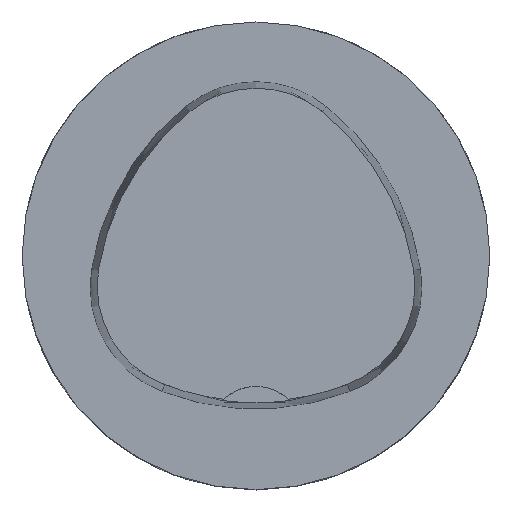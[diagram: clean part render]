
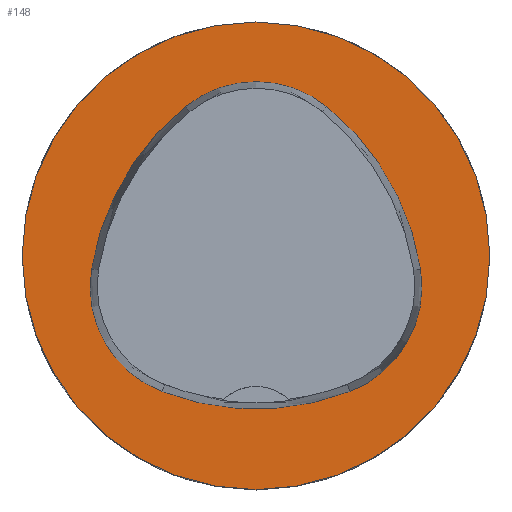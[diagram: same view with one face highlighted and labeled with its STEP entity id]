
A CAD part, top view. The second image highlights one B-rep face of the part: STEP entity #148.
In plain terms, the highlighted planar face has unit normal (0, 0, 1).
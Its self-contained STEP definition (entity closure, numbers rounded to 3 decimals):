
#148=ADVANCED_FACE('',(#283,#284),#183,.T.);
#183=PLANE('',#1004);
#218=CIRCLE('',#976,25.);
#219=CIRCLE('',#982,28.);
#221=CIRCLE('',#985,12.);
#223=CIRCLE('',#988,28.);
#225=CIRCLE('',#991,12.);
#229=CIRCLE('',#996,28.);
#231=CIRCLE('',#999,12.);
#283=FACE_BOUND('',#355,.T.);
#284=FACE_BOUND('',#356,.T.);
#355=EDGE_LOOP('',(#538,#539,#540,#541,#542,#543));
#356=EDGE_LOOP('',(#544));
#538=ORIENTED_EDGE('',*,*,#755,.T.);
#539=ORIENTED_EDGE('',*,*,#735,.T.);
#540=ORIENTED_EDGE('',*,*,#739,.T.);
#541=ORIENTED_EDGE('',*,*,#742,.T.);
#542=ORIENTED_EDGE('',*,*,#745,.T.);
#543=ORIENTED_EDGE('',*,*,#753,.T.);
#544=ORIENTED_EDGE('',*,*,#726,.F.);
#636=VERTEX_POINT('',#1455);
#645=VERTEX_POINT('',#1474);
#646=VERTEX_POINT('',#1475);
#649=VERTEX_POINT('',#1483);
#651=VERTEX_POINT('',#1489);
#653=VERTEX_POINT('',#1495);
#660=VERTEX_POINT('',#1516);
#726=EDGE_CURVE('',#636,#636,#218,.T.);
#735=EDGE_CURVE('',#645,#646,#219,.T.);
#739=EDGE_CURVE('',#646,#649,#221,.T.);
#742=EDGE_CURVE('',#649,#651,#223,.T.);
#745=EDGE_CURVE('',#651,#653,#225,.T.);
#753=EDGE_CURVE('',#653,#660,#229,.T.);
#755=EDGE_CURVE('',#660,#645,#231,.T.);
#976=AXIS2_PLACEMENT_3D('',#1454,#1188,#1189);
#982=AXIS2_PLACEMENT_3D('',#1473,#1204,#1205);
#985=AXIS2_PLACEMENT_3D('',#1482,#1212,#1213);
#988=AXIS2_PLACEMENT_3D('',#1488,#1219,#1220);
#991=AXIS2_PLACEMENT_3D('',#1494,#1226,#1227);
#996=AXIS2_PLACEMENT_3D('',#1517,#1238,#1239);
#999=AXIS2_PLACEMENT_3D('',#1520,#1244,#1245);
#1004=AXIS2_PLACEMENT_3D('',#1525,#1254,#1255);
#1188=DIRECTION('',(0.,0.,-1.));
#1189=DIRECTION('',(-1.,0.,0.));
#1204=DIRECTION('',(0.,0.,-1.));
#1205=DIRECTION('',(-1.,0.,0.));
#1212=DIRECTION('',(0.,0.,-1.));
#1213=DIRECTION('',(-1.,0.,0.));
#1219=DIRECTION('',(0.,0.,-1.));
#1220=DIRECTION('',(-1.,0.,0.));
#1226=DIRECTION('',(0.,0.,-1.));
#1227=DIRECTION('',(-1.,0.,0.));
#1238=DIRECTION('',(0.,0.,-1.));
#1239=DIRECTION('',(-1.,0.,0.));
#1244=DIRECTION('',(0.,0.,-1.));
#1245=DIRECTION('',(-1.,0.,0.));
#1254=DIRECTION('',(0.,0.,1.));
#1255=DIRECTION('',(1.,0.,0.));
#1454=CARTESIAN_POINT('',(0.,0.,0.));
#1455=CARTESIAN_POINT('',(-25.,0.,0.));
#1473=CARTESIAN_POINT('',(10.068,-5.824,0.));
#1474=CARTESIAN_POINT('',(-17.584,-1.424,0.));
#1475=CARTESIAN_POINT('',(-7.531,15.953,0.));
#1482=CARTESIAN_POINT('',(0.011,6.62,0.));
#1483=CARTESIAN_POINT('',(7.567,15.942,0.));
#1488=CARTESIAN_POINT('',(-10.063,-5.81,0.));
#1489=CARTESIAN_POINT('',(17.59,-1.418,0.));
#1494=CARTESIAN_POINT('',(5.739,-3.3,0.));
#1495=CARTESIAN_POINT('',(10.05,-14.499,0.));
#1516=CARTESIAN_POINT('',(-10.025,-14.516,0.));
#1517=CARTESIAN_POINT('',(-0.01,11.631,0.));
#1520=CARTESIAN_POINT('',(-5.733,-3.31,0.));
#1525=CARTESIAN_POINT('',(0.,0.,0.));
